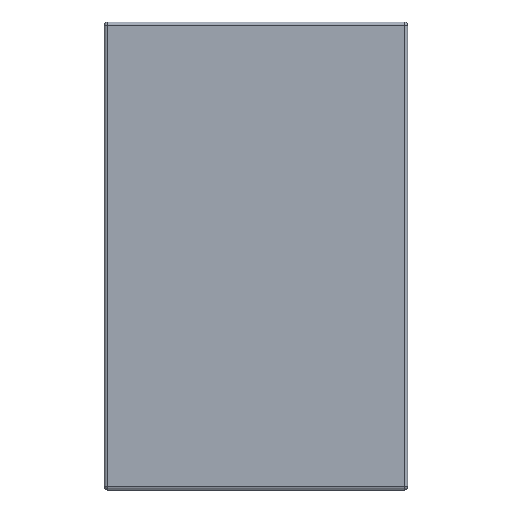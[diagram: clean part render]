
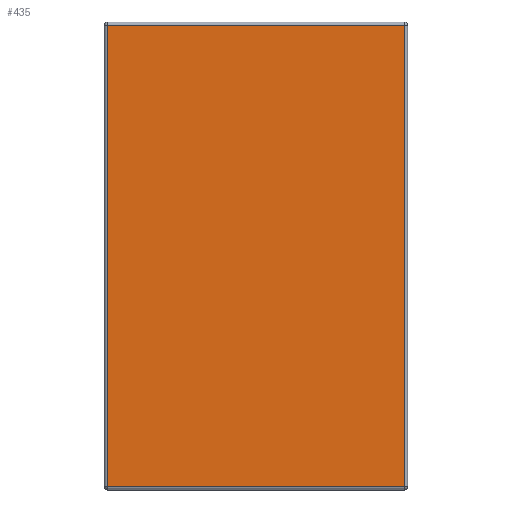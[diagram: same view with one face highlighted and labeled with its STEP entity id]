
A CAD part, top view. The second image highlights one B-rep face of the part: STEP entity #435.
In plain terms, the highlighted planar face has unit normal (0, 0, 1).
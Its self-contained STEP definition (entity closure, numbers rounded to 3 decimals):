
#223 = VERTEX_POINT('',#224);
#224 = CARTESIAN_POINT('',(20.64,3.01,15.1));
#231 = EDGE_CURVE('',#223,#232,#234,.T.);
#232 = VERTEX_POINT('',#233);
#233 = CARTESIAN_POINT('',(20.64,-33.49,15.1));
#234 = LINE('',#235,#236);
#235 = CARTESIAN_POINT('',(20.64,3.01,15.1));
#236 = VECTOR('',#237,1.);
#237 = DIRECTION('',(0.,-1.,0.));
#435 = ADVANCED_FACE('',(#436),#461,.F.);
#436 = FACE_BOUND('',#437,.F.);
#437 = EDGE_LOOP('',(#438,#446,#447,#455));
#438 = ORIENTED_EDGE('',*,*,#439,.T.);
#439 = EDGE_CURVE('',#440,#223,#442,.T.);
#440 = VERTEX_POINT('',#441);
#441 = CARTESIAN_POINT('',(-2.86,3.01,15.1));
#442 = LINE('',#443,#444);
#443 = CARTESIAN_POINT('',(-2.86,3.01,15.1));
#444 = VECTOR('',#445,1.);
#445 = DIRECTION('',(1.,0.,0.));
#446 = ORIENTED_EDGE('',*,*,#231,.T.);
#447 = ORIENTED_EDGE('',*,*,#448,.T.);
#448 = EDGE_CURVE('',#232,#449,#451,.T.);
#449 = VERTEX_POINT('',#450);
#450 = CARTESIAN_POINT('',(-2.86,-33.49,15.1));
#451 = LINE('',#452,#453);
#452 = CARTESIAN_POINT('',(20.64,-33.49,15.1));
#453 = VECTOR('',#454,1.);
#454 = DIRECTION('',(-1.,0.,0.));
#455 = ORIENTED_EDGE('',*,*,#456,.T.);
#456 = EDGE_CURVE('',#449,#440,#457,.T.);
#457 = LINE('',#458,#459);
#458 = CARTESIAN_POINT('',(-2.86,-33.49,15.1));
#459 = VECTOR('',#460,1.);
#460 = DIRECTION('',(0.,1.,0.));
#461 = PLANE('',#462);
#462 = AXIS2_PLACEMENT_3D('',#463,#464,#465);
#463 = CARTESIAN_POINT('',(8.89,-15.24,15.1));
#464 = DIRECTION('',(0.,-0.,-1.));
#465 = DIRECTION('',(-1.,0.,0.));
